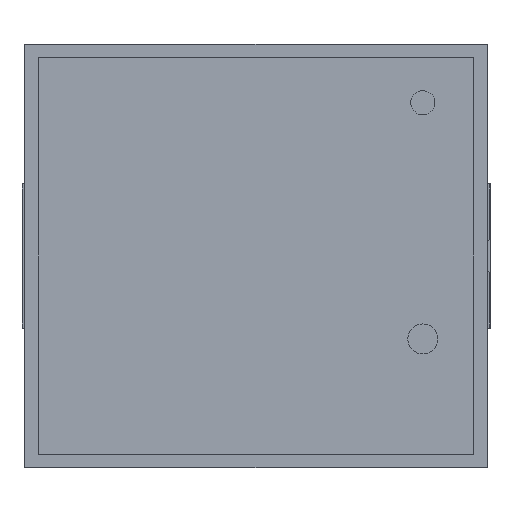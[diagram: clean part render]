
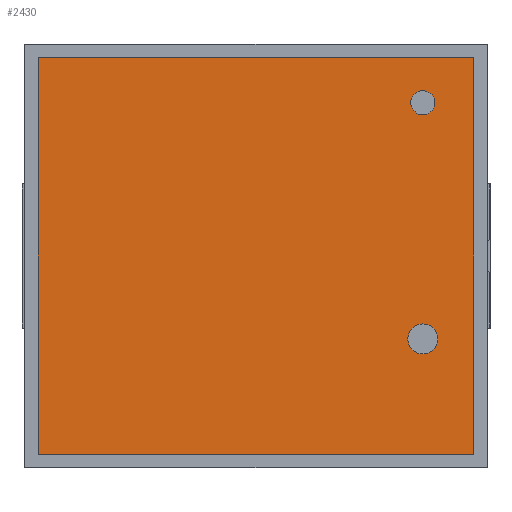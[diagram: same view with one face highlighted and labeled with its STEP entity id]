
A CAD part, front view. The second image highlights one B-rep face of the part: STEP entity #2430.
In plain terms, the highlighted planar face has unit normal (0, -1, 0).
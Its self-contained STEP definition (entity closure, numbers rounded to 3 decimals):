
#48=FACE_BOUND('',#354,.T.);
#49=FACE_BOUND('',#355,.T.);
#70=PLANE('',#2624);
#201=FACE_OUTER_BOUND('',#353,.T.);
#353=EDGE_LOOP('',(#1764,#1765,#1766,#1767));
#354=EDGE_LOOP('',(#1768));
#355=EDGE_LOOP('',(#1769));
#516=LINE('',#3538,#814);
#519=LINE('',#3544,#817);
#522=LINE('',#3550,#820);
#525=LINE('',#3554,#823);
#814=VECTOR('',#2847,10.);
#817=VECTOR('',#2852,10.);
#820=VECTOR('',#2857,10.);
#823=VECTOR('',#2862,10.);
#1097=CIRCLE('',#2608,25.);
#1099=CIRCLE('',#2612,20.);
#1141=VERTEX_POINT('',#3495);
#1143=VERTEX_POINT('',#3502);
#1154=VERTEX_POINT('',#3535);
#1155=VERTEX_POINT('',#3537);
#1157=VERTEX_POINT('',#3543);
#1159=VERTEX_POINT('',#3549);
#1370=EDGE_CURVE('',#1141,#1141,#1097,.T.);
#1373=EDGE_CURVE('',#1143,#1143,#1099,.T.);
#1388=EDGE_CURVE('',#1155,#1154,#516,.T.);
#1391=EDGE_CURVE('',#1157,#1155,#519,.T.);
#1394=EDGE_CURVE('',#1159,#1157,#522,.T.);
#1397=EDGE_CURVE('',#1154,#1159,#525,.T.);
#1764=ORIENTED_EDGE('',*,*,#1397,.T.);
#1765=ORIENTED_EDGE('',*,*,#1394,.T.);
#1766=ORIENTED_EDGE('',*,*,#1391,.T.);
#1767=ORIENTED_EDGE('',*,*,#1388,.T.);
#1768=ORIENTED_EDGE('',*,*,#1370,.T.);
#1769=ORIENTED_EDGE('',*,*,#1373,.T.);
#2430=ADVANCED_FACE('',(#201,#48,#49),#70,.T.);
#2608=AXIS2_PLACEMENT_3D('',#3497,#2808,#2809);
#2612=AXIS2_PLACEMENT_3D('',#3504,#2817,#2818);
#2624=AXIS2_PLACEMENT_3D('',#3556,#2865,#2866);
#2808=DIRECTION('center_axis',(0.,1.,0.));
#2809=DIRECTION('ref_axis',(1.,0.,0.));
#2817=DIRECTION('center_axis',(0.,1.,0.));
#2818=DIRECTION('ref_axis',(1.,0.,0.));
#2847=DIRECTION('',(0.,0.,-1.));
#2852=DIRECTION('',(-1.,0.,0.));
#2857=DIRECTION('',(0.,0.,1.));
#2862=DIRECTION('',(1.,0.,0.));
#2865=DIRECTION('center_axis',(0.,-1.,0.));
#2866=DIRECTION('ref_axis',(0.,0.,-1.));
#3495=CARTESIAN_POINT('',(252.5,-370.,-138.));
#3497=CARTESIAN_POINT('Origin',(277.5,-370.,-138.));
#3502=CARTESIAN_POINT('',(257.5,-370.,255.));
#3504=CARTESIAN_POINT('Origin',(277.5,-370.,255.));
#3535=CARTESIAN_POINT('',(-362.5,-370.,-330.));
#3537=CARTESIAN_POINT('',(-362.5,-370.,330.));
#3538=CARTESIAN_POINT('',(-362.5,-370.,-330.));
#3543=CARTESIAN_POINT('',(362.5,-370.,330.));
#3544=CARTESIAN_POINT('',(-362.5,-370.,330.));
#3549=CARTESIAN_POINT('',(362.5,-370.,-330.));
#3550=CARTESIAN_POINT('',(362.5,-370.,330.));
#3554=CARTESIAN_POINT('',(362.5,-370.,-330.));
#3556=CARTESIAN_POINT('Origin',(0.,-370.,0.));
